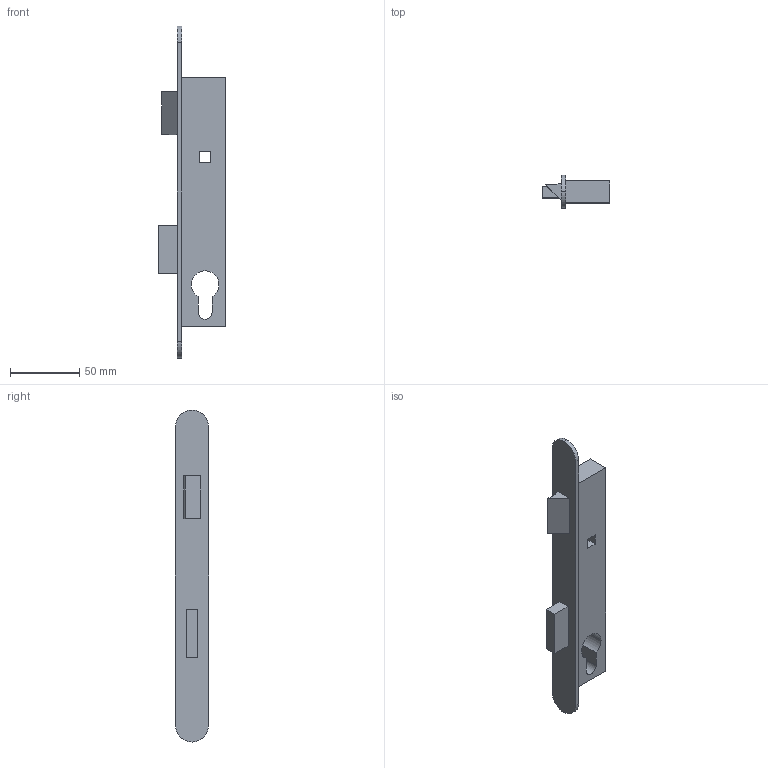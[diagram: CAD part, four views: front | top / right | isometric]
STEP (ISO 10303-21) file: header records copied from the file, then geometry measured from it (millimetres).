
FILE_DESCRIPTION(('STEP AP214'),'1');
FILE_NAME('cctmp_6837B77E-42B5-4176-968D-5841BF7BFFE0_2020_1_20_10_16_7_504..stp','2020-01-20T09:16:07',('Bosch Rexroth AG'),('CADClick - www.CADClick.com'),'Spatial InterOp 3D',' ','unknown authorization - (Healing Option Enabled)');
FILE_SCHEMA(('AUTOMOTIVE_DESIGN'));
Length unit declared in the file: millimetre
Products named in the file (1): 2020_01_20__10-16-07-504
Bounding box: 49 x 24 x 240 mm (x, y, z)
Volume: 105630.1 mm3; surface area: 28053.9 mm2
Topology: 1 solids, 1 shells, 34 faces, 87 edges, 58 vertices
Faces by surface type: plane 26, cylinder 8
Entity records: 1331 total; most frequent: CARTESIAN_POINT 180, ORIENTED_EDGE 174, DIRECTION 173, EDGE_CURVE 87, LINE 71, VECTOR 71, VERTEX_POINT 58, AXIS2_PLACEMENT_3D 51
